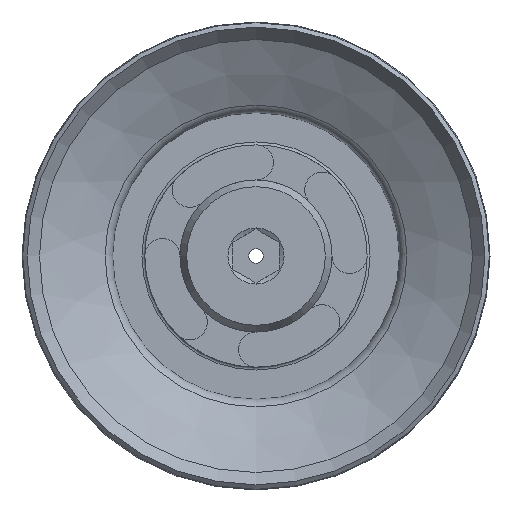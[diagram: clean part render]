
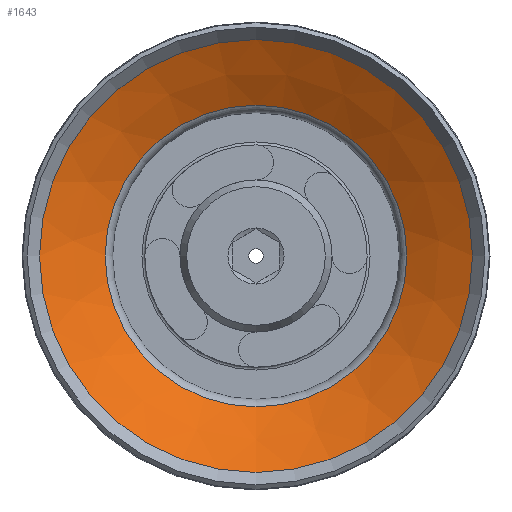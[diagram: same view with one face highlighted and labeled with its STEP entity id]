
A CAD part, front view. The second image highlights one B-rep face of the part: STEP entity #1643.
In plain terms, the highlighted conical face has half-angle 60.694 degrees and reference radius 25.776 mm.
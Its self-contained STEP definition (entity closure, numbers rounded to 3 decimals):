
#68=CONICAL_SURFACE('',#1771,25.776,1.059);
#121=CIRCLE('',#1770,25.776);
#122=CIRCLE('',#1772,37.);
#259=ORIENTED_EDGE('',*,*,#541,.T.);
#260=ORIENTED_EDGE('',*,*,#540,.F.);
#540=EDGE_CURVE('',#677,#677,#121,.T.);
#541=EDGE_CURVE('',#678,#678,#122,.T.);
#677=VERTEX_POINT('',#2467);
#678=VERTEX_POINT('',#2470);
#846=EDGE_LOOP('',(#259));
#847=EDGE_LOOP('',(#260));
#956=FACE_BOUND('',#846,.T.);
#957=FACE_BOUND('',#847,.T.);
#1643=ADVANCED_FACE('',(#956,#957),#68,.F.);
#1770=AXIS2_PLACEMENT_3D('',#2466,#2024,#2025);
#1771=AXIS2_PLACEMENT_3D('',#2468,#2026,#2027);
#1772=AXIS2_PLACEMENT_3D('',#2469,#2028,#2029);
#2024=DIRECTION('',(0.,-1.,0.));
#2025=DIRECTION('',(0.,0.,-1.));
#2026=DIRECTION('',(0.,-1.,0.));
#2027=DIRECTION('',(0.,0.,-1.));
#2028=DIRECTION('',(0.,-1.,0.));
#2029=DIRECTION('',(0.,0.,-1.));
#2466=CARTESIAN_POINT('',(0.,8.82,0.));
#2467=CARTESIAN_POINT('',(0.,8.82,-25.776));
#2468=CARTESIAN_POINT('',(0.,8.82,0.));
#2469=CARTESIAN_POINT('',(0.,2.52,0.));
#2470=CARTESIAN_POINT('',(0.,2.52,-37.));
